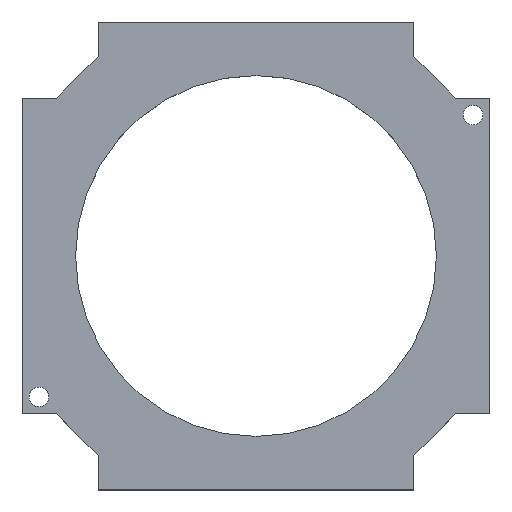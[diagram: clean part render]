
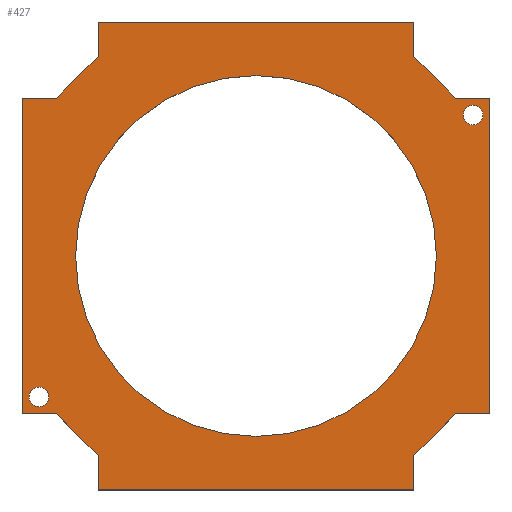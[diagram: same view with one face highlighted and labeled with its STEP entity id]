
A CAD part, top view. The second image highlights one B-rep face of the part: STEP entity #427.
In plain terms, the highlighted planar face has unit normal (0, 0, 1).
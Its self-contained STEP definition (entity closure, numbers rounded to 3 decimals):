
#18=FACE_BOUND('',#84,.T.);
#19=FACE_BOUND('',#85,.T.);
#20=FACE_BOUND('',#86,.T.);
#38=PLANE('',#474);
#59=FACE_OUTER_BOUND('',#83,.T.);
#83=EDGE_LOOP('',(#385,#386,#387,#388,#389,#390,#391,#392,#393,#394,#395,
#396,#397,#398,#399,#400));
#84=EDGE_LOOP('',(#401));
#85=EDGE_LOOP('',(#402));
#86=EDGE_LOOP('',(#403));
#92=LINE('',#608,#143);
#95=LINE('',#614,#146);
#98=LINE('',#620,#149);
#101=LINE('',#626,#152);
#104=LINE('',#632,#155);
#107=LINE('',#638,#158);
#110=LINE('',#644,#161);
#113=LINE('',#650,#164);
#116=LINE('',#656,#167);
#119=LINE('',#662,#170);
#122=LINE('',#668,#173);
#125=LINE('',#674,#176);
#128=LINE('',#680,#179);
#131=LINE('',#686,#182);
#134=LINE('',#692,#185);
#137=LINE('',#696,#188);
#143=VECTOR('',#502,10.);
#146=VECTOR('',#507,10.);
#149=VECTOR('',#512,10.);
#152=VECTOR('',#517,10.);
#155=VECTOR('',#522,10.);
#158=VECTOR('',#527,10.);
#161=VECTOR('',#532,10.);
#164=VECTOR('',#537,10.);
#167=VECTOR('',#542,10.);
#170=VECTOR('',#547,10.);
#173=VECTOR('',#552,10.);
#176=VECTOR('',#557,10.);
#179=VECTOR('',#562,10.);
#182=VECTOR('',#567,10.);
#185=VECTOR('',#572,10.);
#188=VECTOR('',#577,10.);
#190=CIRCLE('',#450,1.05);
#192=CIRCLE('',#453,1.05);
#193=CIRCLE('',#455,19.2);
#196=VERTEX_POINT('',#586);
#198=VERTEX_POINT('',#592);
#199=VERTEX_POINT('',#596);
#203=VERTEX_POINT('',#605);
#204=VERTEX_POINT('',#607);
#206=VERTEX_POINT('',#613);
#208=VERTEX_POINT('',#619);
#210=VERTEX_POINT('',#625);
#212=VERTEX_POINT('',#631);
#214=VERTEX_POINT('',#637);
#216=VERTEX_POINT('',#643);
#218=VERTEX_POINT('',#649);
#220=VERTEX_POINT('',#655);
#222=VERTEX_POINT('',#661);
#224=VERTEX_POINT('',#667);
#226=VERTEX_POINT('',#673);
#228=VERTEX_POINT('',#679);
#230=VERTEX_POINT('',#685);
#232=VERTEX_POINT('',#691);
#235=EDGE_CURVE('',#196,#196,#190,.T.);
#238=EDGE_CURVE('',#198,#198,#192,.T.);
#239=EDGE_CURVE('',#199,#199,#193,.T.);
#244=EDGE_CURVE('',#204,#203,#92,.T.);
#247=EDGE_CURVE('',#206,#204,#95,.T.);
#250=EDGE_CURVE('',#208,#206,#98,.T.);
#253=EDGE_CURVE('',#210,#208,#101,.T.);
#256=EDGE_CURVE('',#212,#210,#104,.T.);
#259=EDGE_CURVE('',#214,#212,#107,.T.);
#262=EDGE_CURVE('',#216,#214,#110,.T.);
#265=EDGE_CURVE('',#218,#216,#113,.T.);
#268=EDGE_CURVE('',#220,#218,#116,.T.);
#271=EDGE_CURVE('',#222,#220,#119,.T.);
#274=EDGE_CURVE('',#224,#222,#122,.T.);
#277=EDGE_CURVE('',#226,#224,#125,.T.);
#280=EDGE_CURVE('',#228,#226,#128,.T.);
#283=EDGE_CURVE('',#230,#228,#131,.T.);
#286=EDGE_CURVE('',#232,#230,#134,.T.);
#289=EDGE_CURVE('',#203,#232,#137,.T.);
#385=ORIENTED_EDGE('',*,*,#289,.T.);
#386=ORIENTED_EDGE('',*,*,#286,.T.);
#387=ORIENTED_EDGE('',*,*,#283,.T.);
#388=ORIENTED_EDGE('',*,*,#280,.T.);
#389=ORIENTED_EDGE('',*,*,#277,.T.);
#390=ORIENTED_EDGE('',*,*,#274,.T.);
#391=ORIENTED_EDGE('',*,*,#271,.T.);
#392=ORIENTED_EDGE('',*,*,#268,.T.);
#393=ORIENTED_EDGE('',*,*,#265,.T.);
#394=ORIENTED_EDGE('',*,*,#262,.T.);
#395=ORIENTED_EDGE('',*,*,#259,.T.);
#396=ORIENTED_EDGE('',*,*,#256,.T.);
#397=ORIENTED_EDGE('',*,*,#253,.T.);
#398=ORIENTED_EDGE('',*,*,#250,.T.);
#399=ORIENTED_EDGE('',*,*,#247,.T.);
#400=ORIENTED_EDGE('',*,*,#244,.T.);
#401=ORIENTED_EDGE('',*,*,#235,.T.);
#402=ORIENTED_EDGE('',*,*,#238,.T.);
#403=ORIENTED_EDGE('',*,*,#239,.T.);
#427=ADVANCED_FACE('',(#59,#18,#19,#20),#38,.T.);
#450=AXIS2_PLACEMENT_3D('',#588,#482,#483);
#453=AXIS2_PLACEMENT_3D('',#594,#489,#490);
#455=AXIS2_PLACEMENT_3D('',#597,#493,#494);
#474=AXIS2_PLACEMENT_3D('',#698,#580,#581);
#482=DIRECTION('center_axis',(0.,0.,-1.));
#483=DIRECTION('ref_axis',(1.,0.,0.));
#489=DIRECTION('center_axis',(0.,0.,-1.));
#490=DIRECTION('ref_axis',(1.,0.,0.));
#493=DIRECTION('center_axis',(0.,0.,-1.));
#494=DIRECTION('ref_axis',(-1.,0.,0.));
#502=DIRECTION('',(0.,1.,0.));
#507=DIRECTION('',(-0.707,0.707,0.));
#512=DIRECTION('',(-1.,0.,0.));
#517=DIRECTION('',(0.,1.,0.));
#522=DIRECTION('',(1.,0.,0.));
#527=DIRECTION('',(0.707,0.707,0.));
#532=DIRECTION('',(0.,1.,0.));
#537=DIRECTION('',(1.,0.,0.));
#542=DIRECTION('',(0.,-1.,0.));
#547=DIRECTION('',(0.707,-0.707,0.));
#552=DIRECTION('',(1.,0.,0.));
#557=DIRECTION('',(0.,-1.,0.));
#562=DIRECTION('',(-1.,0.,0.));
#567=DIRECTION('',(-0.707,-0.707,0.));
#572=DIRECTION('',(0.,-1.,0.));
#577=DIRECTION('',(-1.,0.,0.));
#580=DIRECTION('center_axis',(0.,0.,1.));
#581=DIRECTION('ref_axis',(1.,0.,0.));
#586=CARTESIAN_POINT('',(22.051,15.,4.));
#588=CARTESIAN_POINT('Origin',(23.101,15.,4.));
#592=CARTESIAN_POINT('',(-24.151,-15.,4.));
#594=CARTESIAN_POINT('Origin',(-23.101,-15.,4.));
#596=CARTESIAN_POINT('',(19.2,0.,4.));
#597=CARTESIAN_POINT('Origin',(0.,0.,4.));
#605=CARTESIAN_POINT('',(16.8,24.901,4.));
#607=CARTESIAN_POINT('',(16.8,21.241,4.));
#608=CARTESIAN_POINT('',(16.8,24.901,4.));
#613=CARTESIAN_POINT('',(21.241,16.8,4.));
#614=CARTESIAN_POINT('',(19.02,19.02,4.));
#619=CARTESIAN_POINT('',(24.901,16.8,4.));
#620=CARTESIAN_POINT('',(21.241,16.8,4.));
#625=CARTESIAN_POINT('',(24.901,-16.8,4.));
#626=CARTESIAN_POINT('',(24.901,0.,4.));
#631=CARTESIAN_POINT('',(21.241,-16.8,4.));
#632=CARTESIAN_POINT('',(24.901,-16.8,4.));
#637=CARTESIAN_POINT('',(16.8,-21.241,4.));
#638=CARTESIAN_POINT('',(19.02,-19.02,4.));
#643=CARTESIAN_POINT('',(16.8,-24.901,4.));
#644=CARTESIAN_POINT('',(16.8,-21.241,4.));
#649=CARTESIAN_POINT('',(-16.8,-24.901,4.));
#650=CARTESIAN_POINT('',(0.,-24.901,4.));
#655=CARTESIAN_POINT('',(-16.8,-21.241,4.));
#656=CARTESIAN_POINT('',(-16.8,-24.901,4.));
#661=CARTESIAN_POINT('',(-21.241,-16.8,4.));
#662=CARTESIAN_POINT('',(-19.02,-19.02,4.));
#667=CARTESIAN_POINT('',(-24.901,-16.8,4.));
#668=CARTESIAN_POINT('',(-21.241,-16.8,4.));
#673=CARTESIAN_POINT('',(-24.901,16.8,4.));
#674=CARTESIAN_POINT('',(-24.901,0.,4.));
#679=CARTESIAN_POINT('',(-21.241,16.8,4.));
#680=CARTESIAN_POINT('',(-24.901,16.8,4.));
#685=CARTESIAN_POINT('',(-16.8,21.241,4.));
#686=CARTESIAN_POINT('',(-19.02,19.02,4.));
#691=CARTESIAN_POINT('',(-16.8,24.901,4.));
#692=CARTESIAN_POINT('',(-16.8,21.241,4.));
#696=CARTESIAN_POINT('',(0.,24.901,4.));
#698=CARTESIAN_POINT('Origin',(0.,0.,4.));
